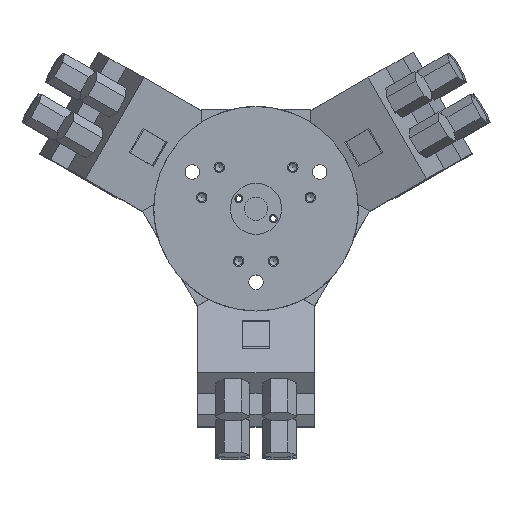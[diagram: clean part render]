
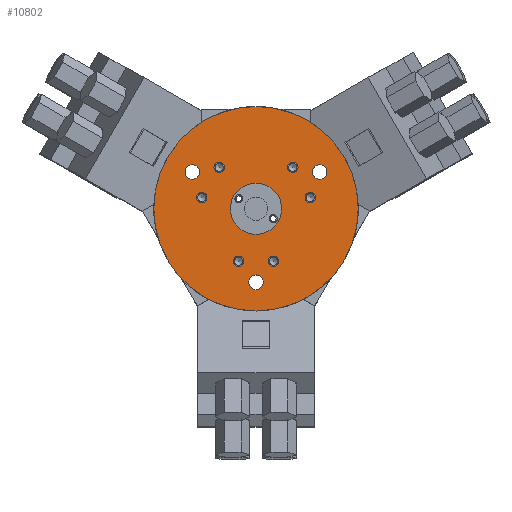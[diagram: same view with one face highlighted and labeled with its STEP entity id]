
A CAD part, top view. The second image highlights one B-rep face of the part: STEP entity #10802.
In plain terms, the highlighted planar face has unit normal (0, 0, 1).
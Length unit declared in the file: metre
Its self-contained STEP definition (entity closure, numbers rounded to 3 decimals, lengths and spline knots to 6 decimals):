
#480=CIRCLE('',#11877,0.022225);
#483=CIRCLE('',#11882,0.001588);
#485=CIRCLE('',#11885,0.001588);
#487=CIRCLE('',#11888,0.001588);
#491=CIRCLE('',#11897,0.005556);
#492=CIRCLE('',#11898,0.00113);
#493=CIRCLE('',#11899,0.00113);
#494=CIRCLE('',#11900,0.00113);
#495=CIRCLE('',#11901,0.00113);
#496=CIRCLE('',#11902,0.00113);
#497=CIRCLE('',#11903,0.00113);
#1977=ORIENTED_EDGE('',*,*,#4267,.F.);
#1978=ORIENTED_EDGE('',*,*,#4255,.F.);
#1979=ORIENTED_EDGE('',*,*,#4258,.T.);
#1980=ORIENTED_EDGE('',*,*,#4260,.T.);
#1981=ORIENTED_EDGE('',*,*,#4262,.T.);
#1982=ORIENTED_EDGE('',*,*,#4268,.T.);
#1983=ORIENTED_EDGE('',*,*,#4269,.T.);
#1984=ORIENTED_EDGE('',*,*,#4270,.T.);
#1985=ORIENTED_EDGE('',*,*,#4271,.T.);
#1986=ORIENTED_EDGE('',*,*,#4272,.T.);
#1987=ORIENTED_EDGE('',*,*,#4273,.T.);
#4255=EDGE_CURVE('',#5504,#5504,#480,.T.);
#4258=EDGE_CURVE('',#5507,#5507,#483,.T.);
#4260=EDGE_CURVE('',#5509,#5509,#485,.T.);
#4262=EDGE_CURVE('',#5511,#5511,#487,.T.);
#4267=EDGE_CURVE('',#5515,#5515,#491,.T.);
#4268=EDGE_CURVE('',#5516,#5516,#492,.T.);
#4269=EDGE_CURVE('',#5517,#5517,#493,.T.);
#4270=EDGE_CURVE('',#5518,#5518,#494,.T.);
#4271=EDGE_CURVE('',#5519,#5519,#495,.T.);
#4272=EDGE_CURVE('',#5520,#5520,#496,.T.);
#4273=EDGE_CURVE('',#5521,#5521,#497,.T.);
#5504=VERTEX_POINT('',#17266);
#5507=VERTEX_POINT('',#17274);
#5509=VERTEX_POINT('',#17279);
#5511=VERTEX_POINT('',#17284);
#5515=VERTEX_POINT('',#17298);
#5516=VERTEX_POINT('',#17300);
#5517=VERTEX_POINT('',#17302);
#5518=VERTEX_POINT('',#17304);
#5519=VERTEX_POINT('',#17306);
#5520=VERTEX_POINT('',#17308);
#5521=VERTEX_POINT('',#17310);
#8462=EDGE_LOOP('',(#1977));
#8463=EDGE_LOOP('',(#1978));
#8464=EDGE_LOOP('',(#1979));
#8465=EDGE_LOOP('',(#1980));
#8466=EDGE_LOOP('',(#1981));
#8467=EDGE_LOOP('',(#1982));
#8468=EDGE_LOOP('',(#1983));
#8469=EDGE_LOOP('',(#1984));
#8470=EDGE_LOOP('',(#1985));
#8471=EDGE_LOOP('',(#1986));
#8472=EDGE_LOOP('',(#1987));
#9469=FACE_BOUND('',#8462,.T.);
#9470=FACE_BOUND('',#8463,.T.);
#9471=FACE_BOUND('',#8464,.T.);
#9472=FACE_BOUND('',#8465,.T.);
#9473=FACE_BOUND('',#8466,.T.);
#9474=FACE_BOUND('',#8467,.T.);
#9475=FACE_BOUND('',#8468,.T.);
#9476=FACE_BOUND('',#8469,.T.);
#9477=FACE_BOUND('',#8470,.T.);
#9478=FACE_BOUND('',#8471,.T.);
#9479=FACE_BOUND('',#8472,.T.);
#10206=PLANE('',#11896);
#10802=ADVANCED_FACE('',(#9469,#9470,#9471,#9472,#9473,#9474,#9475,#9476,
#9477,#9478,#9479),#10206,.F.);
#11877=AXIS2_PLACEMENT_3D('',#17265,#13936,#13937);
#11882=AXIS2_PLACEMENT_3D('',#17273,#13946,#13947);
#11885=AXIS2_PLACEMENT_3D('',#17278,#13952,#13953);
#11888=AXIS2_PLACEMENT_3D('',#17283,#13958,#13959);
#11896=AXIS2_PLACEMENT_3D('',#17296,#13975,#13976);
#11897=AXIS2_PLACEMENT_3D('',#17297,#13977,#13978);
#11898=AXIS2_PLACEMENT_3D('',#17299,#13979,#13980);
#11899=AXIS2_PLACEMENT_3D('',#17301,#13981,#13982);
#11900=AXIS2_PLACEMENT_3D('',#17303,#13983,#13984);
#11901=AXIS2_PLACEMENT_3D('',#17305,#13985,#13986);
#11902=AXIS2_PLACEMENT_3D('',#17307,#13987,#13988);
#11903=AXIS2_PLACEMENT_3D('',#17309,#13989,#13990);
#13936=DIRECTION('',(0.,0.,-1.));
#13937=DIRECTION('',(-0.5,-0.866,0.));
#13946=DIRECTION('',(0.,0.,-1.));
#13947=DIRECTION('',(-0.5,-0.866,0.));
#13952=DIRECTION('',(0.,0.,-1.));
#13953=DIRECTION('',(-0.5,-0.866,0.));
#13958=DIRECTION('',(0.,0.,-1.));
#13959=DIRECTION('',(-0.5,-0.866,0.));
#13975=DIRECTION('',(0.,0.,-1.));
#13976=DIRECTION('',(-0.5,-0.866,0.));
#13977=DIRECTION('',(0.,0.,1.));
#13978=DIRECTION('',(-0.5,-0.866,0.));
#13979=DIRECTION('',(0.,0.,-1.));
#13980=DIRECTION('',(0.866,-0.5,0.));
#13981=DIRECTION('',(0.,0.,-1.));
#13982=DIRECTION('',(0.866,-0.5,0.));
#13983=DIRECTION('',(0.,0.,-1.));
#13984=DIRECTION('',(0.866,-0.5,0.));
#13985=DIRECTION('',(0.,0.,-1.));
#13986=DIRECTION('',(0.866,-0.5,0.));
#13987=DIRECTION('',(0.,0.,-1.));
#13988=DIRECTION('',(0.866,-0.5,0.));
#13989=DIRECTION('',(0.,0.,-1.));
#13990=DIRECTION('',(0.866,-0.5,0.));
#17265=CARTESIAN_POINT('',(0.,0.,0.002667));
#17266=CARTESIAN_POINT('',(-0.011113,-0.019247,0.002667));
#17273=CARTESIAN_POINT('',(-0.013843,0.007992,0.002667));
#17274=CARTESIAN_POINT('',(-0.014637,0.006617,0.002667));
#17278=CARTESIAN_POINT('',(0.013843,0.007992,0.002667));
#17279=CARTESIAN_POINT('',(0.013049,0.006617,0.002667));
#17283=CARTESIAN_POINT('',(0.,-0.015985,0.002667));
#17284=CARTESIAN_POINT('',(-0.000794,-0.017359,0.002667));
#17296=CARTESIAN_POINT('',(0.,0.,0.002667));
#17297=CARTESIAN_POINT('',(0.,0.,0.002667));
#17298=CARTESIAN_POINT('',(-0.002778,-0.004812,0.002667));
#17299=CARTESIAN_POINT('',(0.011788,0.002432,0.002667));
#17300=CARTESIAN_POINT('',(0.012766,0.001867,0.002667));
#17301=CARTESIAN_POINT('',(0.003788,-0.011424,0.002667));
#17302=CARTESIAN_POINT('',(0.004766,-0.011989,0.002667));
#17303=CARTESIAN_POINT('',(-0.003788,-0.011424,0.002667));
#17304=CARTESIAN_POINT('',(-0.002809,-0.011989,0.002667));
#17305=CARTESIAN_POINT('',(-0.011788,0.002432,0.002667));
#17306=CARTESIAN_POINT('',(-0.010809,0.001867,0.002667));
#17307=CARTESIAN_POINT('',(-0.008,0.008992,0.002667));
#17308=CARTESIAN_POINT('',(-0.007021,0.008427,0.002667));
#17309=CARTESIAN_POINT('',(0.008,0.008992,0.002667));
#17310=CARTESIAN_POINT('',(0.008979,0.008427,0.002667));
